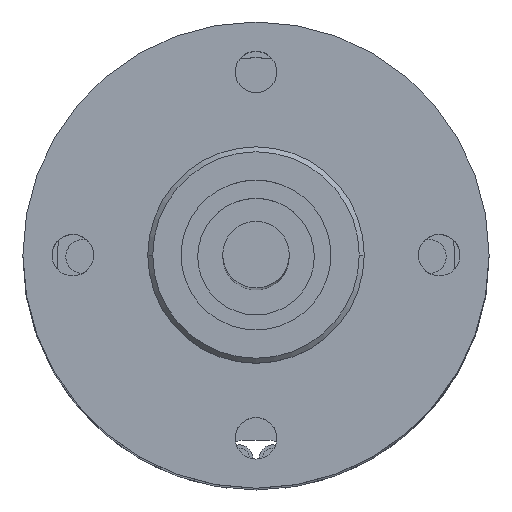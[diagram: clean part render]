
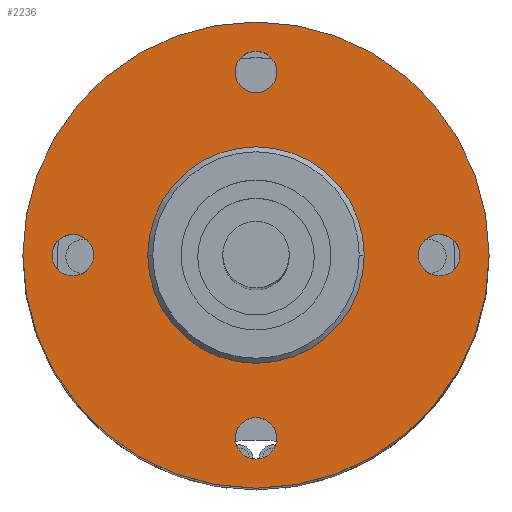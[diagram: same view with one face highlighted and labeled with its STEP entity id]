
A CAD part, top view. The second image highlights one B-rep face of the part: STEP entity #2236.
In plain terms, the highlighted planar face has unit normal (0, 0, 1).
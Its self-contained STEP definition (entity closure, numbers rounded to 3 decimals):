
#131 = ORIENTED_EDGE ( 'NONE', *, *, #760, .F. ) ;
#171 = CARTESIAN_POINT ( 'NONE',  ( 0., 0., 9. ) ) ;
#232 = CARTESIAN_POINT ( 'NONE',  ( 9.75, 0., 9. ) ) ;
#266 = AXIS2_PLACEMENT_3D ( 'NONE', #2423, #5420, #2873 ) ;
#339 = VERTEX_POINT ( 'NONE', #2769 ) ;
#428 = VERTEX_POINT ( 'NONE', #790 ) ;
#472 = CARTESIAN_POINT ( 'NONE',  ( -1.25, 11., 9. ) ) ;
#488 = ORIENTED_EDGE ( 'NONE', *, *, #776, .F. ) ;
#561 = AXIS2_PLACEMENT_3D ( 'NONE', #1005, #5300, #2744 ) ;
#587 = DIRECTION ( 'NONE',  ( 0., 0., 1. ) ) ;
#590 = EDGE_CURVE ( 'NONE', #1880, #428, #2253, .T. ) ;
#611 = DIRECTION ( 'NONE',  ( 1., 0., 0. ) ) ;
#657 = EDGE_CURVE ( 'NONE', #5417, #3340, #987, .T. ) ;
#697 = EDGE_CURVE ( 'NONE', #339, #5164, #5169, .T. ) ;
#742 = EDGE_CURVE ( 'NONE', #1927, #4216, #3911, .T. ) ;
#760 = EDGE_CURVE ( 'NONE', #5342, #4855, #5030, .T. ) ;
#761 = CARTESIAN_POINT ( 'NONE',  ( 0., 0., 9. ) ) ;
#776 = EDGE_CURVE ( 'NONE', #5238, #2686, #3781, .T. ) ;
#790 = CARTESIAN_POINT ( 'NONE',  ( 14., 0., 9. ) ) ;
#863 = DIRECTION ( 'NONE',  ( 0., 0., 1. ) ) ;
#987 = CIRCLE ( 'NONE', #3884, 1.25 ) ;
#1005 = CARTESIAN_POINT ( 'NONE',  ( 0., 0., 9. ) ) ;
#1030 = CARTESIAN_POINT ( 'NONE',  ( 11., 0., 9. ) ) ;
#1115 = CARTESIAN_POINT ( 'NONE',  ( 0., 11., 9. ) ) ;
#1140 = AXIS2_PLACEMENT_3D ( 'NONE', #4848, #2262, #5271 ) ;
#1192 = ORIENTED_EDGE ( 'NONE', *, *, #742, .F. ) ;
#1201 = DIRECTION ( 'NONE',  ( 1., 0., 0. ) ) ;
#1238 = CIRCLE ( 'NONE', #266, 1.25 ) ;
#1460 = DIRECTION ( 'NONE',  ( 1., 0., 0. ) ) ;
#1492 = DIRECTION ( 'NONE',  ( 0., 0., 1. ) ) ;
#1548 = DIRECTION ( 'NONE',  ( 1., 0., 0. ) ) ;
#1552 = DIRECTION ( 'NONE',  ( 0., 0., 1. ) ) ;
#1567 = CARTESIAN_POINT ( 'NONE',  ( 0., 11., 9. ) ) ;
#1880 = VERTEX_POINT ( 'NONE', #3070 ) ;
#1891 = CARTESIAN_POINT ( 'NONE',  ( -1.25, -11., 9. ) ) ;
#1927 = VERTEX_POINT ( 'NONE', #3523 ) ;
#1938 = EDGE_LOOP ( 'NONE', ( #4824, #4631 ) ) ;
#1967 = CARTESIAN_POINT ( 'NONE',  ( 12.25, 0., 9. ) ) ;
#1969 = EDGE_LOOP ( 'NONE', ( #5309, #2278 ) ) ;
#1978 = EDGE_CURVE ( 'NONE', #3340, #5417, #3510, .T. ) ;
#2004 = DIRECTION ( 'NONE',  ( 1., 0., 0. ) ) ;
#2026 = CARTESIAN_POINT ( 'NONE',  ( 0., 0., 9. ) ) ;
#2160 = FACE_OUTER_BOUND ( 'NONE', #1938, .T. ) ;
#2170 = AXIS2_PLACEMENT_3D ( 'NONE', #171, #3226, #611 ) ;
#2236 = ADVANCED_FACE ( 'NONE', ( #2290, #5565, #2425, #4454, #3354, #2160 ), #2292, .T. ) ;
#2253 = CIRCLE ( 'NONE', #3971, 14. ) ;
#2262 = DIRECTION ( 'NONE',  ( 0., 0., 1. ) ) ;
#2278 = ORIENTED_EDGE ( 'NONE', *, *, #2391, .F. ) ;
#2290 = FACE_BOUND ( 'NONE', #4508, .T. ) ;
#2292 = PLANE ( 'NONE',  #561 ) ;
#2303 = CARTESIAN_POINT ( 'NONE',  ( -6.5, 0., 9. ) ) ;
#2383 = AXIS2_PLACEMENT_3D ( 'NONE', #3202, #587, #3639 ) ;
#2389 = EDGE_LOOP ( 'NONE', ( #1192, #3154 ) ) ;
#2391 = EDGE_CURVE ( 'NONE', #5164, #339, #1238, .T. ) ;
#2423 = CARTESIAN_POINT ( 'NONE',  ( 0., -11., 9. ) ) ;
#2425 = FACE_BOUND ( 'NONE', #2389, .T. ) ;
#2454 = DIRECTION ( 'NONE',  ( 1., 0., 0. ) ) ;
#2496 = CIRCLE ( 'NONE', #5038, 1.25 ) ;
#2517 = CIRCLE ( 'NONE', #2383, 6.5 ) ;
#2686 = VERTEX_POINT ( 'NONE', #4290 ) ;
#2744 = DIRECTION ( 'NONE',  ( 1., 0., 0. ) ) ;
#2769 = CARTESIAN_POINT ( 'NONE',  ( 1.25, -11., 9. ) ) ;
#2866 = EDGE_CURVE ( 'NONE', #4216, #1927, #2496, .T. ) ;
#2873 = DIRECTION ( 'NONE',  ( 1., 0., 0. ) ) ;
#3070 = CARTESIAN_POINT ( 'NONE',  ( -14., 0., 9. ) ) ;
#3154 = ORIENTED_EDGE ( 'NONE', *, *, #2866, .F. ) ;
#3202 = CARTESIAN_POINT ( 'NONE',  ( 0., 0., 9. ) ) ;
#3226 = DIRECTION ( 'NONE',  ( 0., 0., 1. ) ) ;
#3257 = CARTESIAN_POINT ( 'NONE',  ( -12.25, 0., 9. ) ) ;
#3298 = EDGE_CURVE ( 'NONE', #4855, #5342, #4389, .T. ) ;
#3340 = VERTEX_POINT ( 'NONE', #232 ) ;
#3354 = FACE_BOUND ( 'NONE', #4970, .T. ) ;
#3487 = CARTESIAN_POINT ( 'NONE',  ( -11., 0., 9. ) ) ;
#3510 = CIRCLE ( 'NONE', #1140, 1.25 ) ;
#3523 = CARTESIAN_POINT ( 'NONE',  ( -9.75, 0., 9. ) ) ;
#3561 = AXIS2_PLACEMENT_3D ( 'NONE', #2026, #5037, #2454 ) ;
#3639 = DIRECTION ( 'NONE',  ( 1., 0., 0. ) ) ;
#3715 = AXIS2_PLACEMENT_3D ( 'NONE', #1567, #4589, #2004 ) ;
#3727 = ORIENTED_EDGE ( 'NONE', *, *, #3298, .F. ) ;
#3740 = AXIS2_PLACEMENT_3D ( 'NONE', #4154, #1552, #4571 ) ;
#3781 = CIRCLE ( 'NONE', #3561, 6.5 ) ;
#3800 = DIRECTION ( 'NONE',  ( 0., 0., 1. ) ) ;
#3858 = AXIS2_PLACEMENT_3D ( 'NONE', #4101, #1492, #4514 ) ;
#3884 = AXIS2_PLACEMENT_3D ( 'NONE', #1030, #4067, #1460 ) ;
#3892 = ORIENTED_EDGE ( 'NONE', *, *, #657, .F. ) ;
#3897 = DIRECTION ( 'NONE',  ( 1., 0., 0. ) ) ;
#3911 = CIRCLE ( 'NONE', #3740, 1.25 ) ;
#3954 = ORIENTED_EDGE ( 'NONE', *, *, #1978, .F. ) ;
#3971 = AXIS2_PLACEMENT_3D ( 'NONE', #761, #3800, #1201 ) ;
#4067 = DIRECTION ( 'NONE',  ( 0., 0., 1. ) ) ;
#4101 = CARTESIAN_POINT ( 'NONE',  ( 0., -11., 9. ) ) ;
#4148 = DIRECTION ( 'NONE',  ( 0., 0., 1. ) ) ;
#4154 = CARTESIAN_POINT ( 'NONE',  ( -11., 0., 9. ) ) ;
#4216 = VERTEX_POINT ( 'NONE', #3257 ) ;
#4290 = CARTESIAN_POINT ( 'NONE',  ( 6.5, 0., 9. ) ) ;
#4351 = AXIS2_PLACEMENT_3D ( 'NONE', #1115, #4148, #1548 ) ;
#4389 = CIRCLE ( 'NONE', #4351, 1.25 ) ;
#4454 = FACE_BOUND ( 'NONE', #4586, .T. ) ;
#4508 = EDGE_LOOP ( 'NONE', ( #3892, #3954 ) ) ;
#4514 = DIRECTION ( 'NONE',  ( 1., 0., 0. ) ) ;
#4571 = DIRECTION ( 'NONE',  ( 1., 0., 0. ) ) ;
#4586 = EDGE_LOOP ( 'NONE', ( #131, #3727 ) ) ;
#4589 = DIRECTION ( 'NONE',  ( 0., 0., 1. ) ) ;
#4631 = ORIENTED_EDGE ( 'NONE', *, *, #5273, .T. ) ;
#4767 = ORIENTED_EDGE ( 'NONE', *, *, #5071, .F. ) ;
#4824 = ORIENTED_EDGE ( 'NONE', *, *, #590, .T. ) ;
#4848 = CARTESIAN_POINT ( 'NONE',  ( 11., 0., 9. ) ) ;
#4855 = VERTEX_POINT ( 'NONE', #472 ) ;
#4926 = CARTESIAN_POINT ( 'NONE',  ( 1.25, 11., 9. ) ) ;
#4970 = EDGE_LOOP ( 'NONE', ( #4767, #488 ) ) ;
#5030 = CIRCLE ( 'NONE', #3715, 1.25 ) ;
#5037 = DIRECTION ( 'NONE',  ( 0., 0., 1. ) ) ;
#5038 = AXIS2_PLACEMENT_3D ( 'NONE', #3487, #863, #3897 ) ;
#5071 = EDGE_CURVE ( 'NONE', #2686, #5238, #2517, .T. ) ;
#5164 = VERTEX_POINT ( 'NONE', #1891 ) ;
#5169 = CIRCLE ( 'NONE', #3858, 1.25 ) ;
#5238 = VERTEX_POINT ( 'NONE', #2303 ) ;
#5260 = CIRCLE ( 'NONE', #2170, 14. ) ;
#5271 = DIRECTION ( 'NONE',  ( 1., 0., 0. ) ) ;
#5273 = EDGE_CURVE ( 'NONE', #428, #1880, #5260, .T. ) ;
#5300 = DIRECTION ( 'NONE',  ( 0., 0., 1. ) ) ;
#5309 = ORIENTED_EDGE ( 'NONE', *, *, #697, .F. ) ;
#5342 = VERTEX_POINT ( 'NONE', #4926 ) ;
#5417 = VERTEX_POINT ( 'NONE', #1967 ) ;
#5420 = DIRECTION ( 'NONE',  ( 0., 0., 1. ) ) ;
#5565 = FACE_BOUND ( 'NONE', #1969, .T. ) ;
